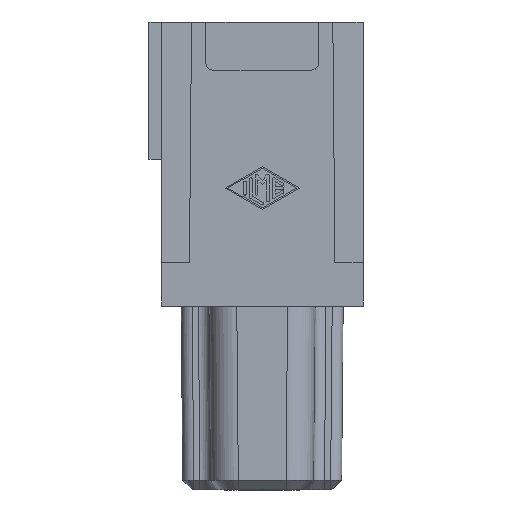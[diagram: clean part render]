
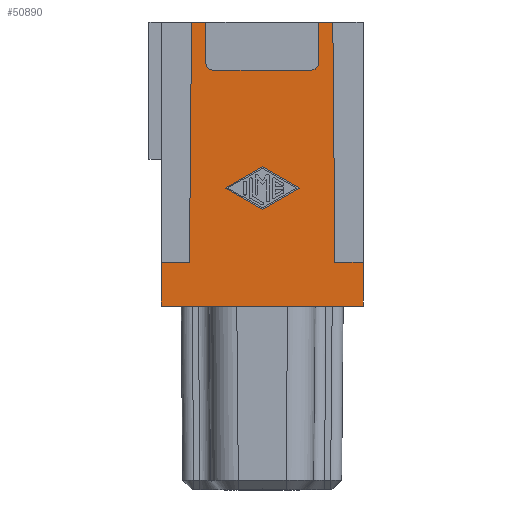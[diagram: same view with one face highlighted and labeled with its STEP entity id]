
A CAD part, front view. The second image highlights one B-rep face of the part: STEP entity #50890.
In plain terms, the highlighted face is planar.
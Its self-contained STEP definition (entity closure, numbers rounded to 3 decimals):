
#16640=CARTESIAN_POINT('',(43.55,78.257,-32.));
#16650=VERTEX_POINT('',#16640);
#16680=CARTESIAN_POINT('',(27.154,78.257,-32.));
#16690=DIRECTION('',(1.,0.,0.));
#16700=VECTOR('',#16690,1.);
#16710=LINE('',#16680,#16700);
#16720=CARTESIAN_POINT('',(44.598,78.257,-32.));
#16730=VERTEX_POINT('',#16720);
#16740=EDGE_CURVE('',#16650,#16730,#16710,.T.);
#16960=CARTESIAN_POINT('',(52.798,78.257,-32.));
#16970=VERTEX_POINT('',#16960);
#17000=CARTESIAN_POINT('',(27.154,78.257,-32.));
#17010=DIRECTION('',(1.,0.,0.));
#17020=VECTOR('',#17010,1.);
#17030=LINE('',#17000,#17020);
#17040=CARTESIAN_POINT('',(53.845,78.257,-32.));
#17050=VERTEX_POINT('',#17040);
#17060=EDGE_CURVE('',#16970,#17050,#17030,.T.);
#19900=CARTESIAN_POINT('',(54.021,58.057,-32.));
#19910=DIRECTION('',(0.009,-1.,
0.));
#19920=VECTOR('',#19910,1.);
#19930=LINE('',#19900,#19920);
#19940=CARTESIAN_POINT('',(53.998,60.757,-32.));
#19950=VERTEX_POINT('',#19940);
#19960=EDGE_CURVE('',#17050,#19950,#19930,.T.);
#26790=CARTESIAN_POINT('',(56.048,57.557,-32.));
#26800=VERTEX_POINT('',#26790);
#26830=CARTESIAN_POINT('',(27.154,57.557,-32.));
#26840=DIRECTION('',(-1.,0.,0.));
#26850=VECTOR('',#26840,1.);
#26860=LINE('',#26830,#26850);
#26870=CARTESIAN_POINT('',(41.348,57.557,-32.));
#26880=VERTEX_POINT('',#26870);
#26890=EDGE_CURVE('',#26800,#26880,#26860,.T.);
#34160=CARTESIAN_POINT('',(42.052,60.757,-32.));
#34170=DIRECTION('',(-1.,0.,0.));
#34180=VECTOR('',#34170,1.);
#34190=LINE('',#34160,#34180);
#34200=CARTESIAN_POINT('',(56.048,60.757,-32.));
#34210=VERTEX_POINT('',#34200);
#34220=EDGE_CURVE('',#34210,#19950,#34190,.T.);
#49750=CARTESIAN_POINT('',(56.553,68.465,-32.));
#49760=DIRECTION('',(0.,0.,-1.));
#49770=DIRECTION('',(-1.,0.,0.));
#49780=AXIS2_PLACEMENT_3D('',#49750,#49760,#49770);
#49790=PLANE('',#49780);
#49800=CARTESIAN_POINT('',(52.298,75.257,-32.));
#49810=DIRECTION('',(0.,0.,-1.));
#49820=DIRECTION('',(1.,0.,0.));
#49830=AXIS2_PLACEMENT_3D('',#49800,#49810,#49820);
#49840=CIRCLE('',#49830,0.5);
#49850=CARTESIAN_POINT('',(52.798,75.257,-32.));
#49860=VERTEX_POINT('',#49850);
#49870=CARTESIAN_POINT('',(52.298,74.757,-32.));
#49880=VERTEX_POINT('',#49870);
#49890=EDGE_CURVE('',#49860,#49880,#49840,.T.);
#49900=ORIENTED_EDGE('',*,*,#49890,.F.);
#49910=CARTESIAN_POINT('',(41.854,74.757,-32.));
#49920=DIRECTION('',(-1.,0.,0.));
#49930=VECTOR('',#49920,1.);
#49940=LINE('',#49910,#49930);
#49950=CARTESIAN_POINT('',(45.098,74.757,-32.));
#49960=VERTEX_POINT('',#49950);
#49970=EDGE_CURVE('',#49880,#49960,#49940,.T.);
#49980=ORIENTED_EDGE('',*,*,#49970,.F.);
#49990=CARTESIAN_POINT('',(45.098,75.257,-32.));
#50000=DIRECTION('',(0.,0.,-1.));
#50010=DIRECTION('',(1.,0.,0.));
#50020=AXIS2_PLACEMENT_3D('',#49990,#50000,#50010);
#50030=CIRCLE('',#50020,0.5);
#50040=CARTESIAN_POINT('',(44.598,75.257,-32.));
#50050=VERTEX_POINT('',#50040);
#50060=EDGE_CURVE('',#49960,#50050,#50030,.T.);
#50070=ORIENTED_EDGE('',*,*,#50060,.F.);
#50080=CARTESIAN_POINT('',(44.598,58.057,-32.));
#50090=DIRECTION('',(0.,-1.,0.));
#50100=VECTOR('',#50090,1.);
#50110=LINE('',#50080,#50100);
#50120=EDGE_CURVE('',#16730,#50050,#50110,.T.);
#50130=ORIENTED_EDGE('',*,*,#50120,.T.);
#50140=ORIENTED_EDGE('',*,*,#16740,.T.);
#50150=CARTESIAN_POINT('',(43.374,58.057,-32.));
#50160=DIRECTION('',(-0.009,-1.,
0.));
#50170=VECTOR('',#50160,1.);
#50180=LINE('',#50150,#50170);
#50190=CARTESIAN_POINT('',(43.398,60.757,-32.));
#50200=VERTEX_POINT('',#50190);
#50210=EDGE_CURVE('',#16650,#50200,#50180,.T.);
#50220=ORIENTED_EDGE('',*,*,#50210,.F.);
#50230=CARTESIAN_POINT('',(56.752,60.757,-32.));
#50240=DIRECTION('',(-1.,0.,0.));
#50250=VECTOR('',#50240,1.);
#50260=LINE('',#50230,#50250);
#50270=CARTESIAN_POINT('',(41.348,60.757,-32.));
#50280=VERTEX_POINT('',#50270);
#50290=EDGE_CURVE('',#50200,#50280,#50260,.T.);
#50300=ORIENTED_EDGE('',*,*,#50290,.F.);
#50310=CARTESIAN_POINT('',(41.348,58.057,-32.));
#50320=DIRECTION('',(-0.,-1.,0.));
#50330=VECTOR('',#50320,1.);
#50340=LINE('',#50310,#50330);
#50350=EDGE_CURVE('',#50280,#26880,#50340,.T.);
#50360=ORIENTED_EDGE('',*,*,#50350,.F.);
#50370=ORIENTED_EDGE('',*,*,#26890,.T.);
#50380=CARTESIAN_POINT('',(56.048,58.057,-32.));
#50390=DIRECTION('',(0.,1.,0.));
#50400=VECTOR('',#50390,1.);
#50410=LINE('',#50380,#50400);
#50420=EDGE_CURVE('',#26800,#34210,#50410,.T.);
#50430=ORIENTED_EDGE('',*,*,#50420,.F.);
#50440=ORIENTED_EDGE('',*,*,#34220,.F.);
#50450=ORIENTED_EDGE('',*,*,#19960,.T.);
#50460=ORIENTED_EDGE('',*,*,#17060,.T.);
#50470=CARTESIAN_POINT('',(52.798,58.057,-32.));
#50480=DIRECTION('',(0.,1.,0.));
#50490=VECTOR('',#50480,1.);
#50500=LINE('',#50470,#50490);
#50510=EDGE_CURVE('',#49860,#16970,#50500,.T.);
#50520=ORIENTED_EDGE('',*,*,#50510,.T.);
#50530=EDGE_LOOP('',(#50520,#50460,#50450,#50440,#50430,#50370,#50360,
#50300,#50220,#50140,#50130,#50070,#49980,#49900));
#50540=FACE_OUTER_BOUND('',#50530,.T.);
#50550=CARTESIAN_POINT('',(27.154,77.019,-32.));
#50560=DIRECTION('',(-0.866,0.5,
0.));
#50570=VECTOR('',#50560,1.);
#50580=LINE('',#50550,#50570);
#50590=CARTESIAN_POINT('',(48.698,64.595,-32.));
#50600=VERTEX_POINT('',#50590);
#50610=CARTESIAN_POINT('',(45.989,66.157,-32.));
#50620=VERTEX_POINT('',#50610);
#50630=EDGE_CURVE('',#50600,#50620,#50580,.T.);
#50640=ORIENTED_EDGE('',*,*,#50630,.F.);
#50650=CARTESIAN_POINT('',(27.154,55.296,-32.));
#50660=DIRECTION('',(0.866,0.5,
0.));
#50670=VECTOR('',#50660,1.);
#50680=LINE('',#50650,#50670);
#50690=CARTESIAN_POINT('',(48.698,67.719,-32.));
#50700=VERTEX_POINT('',#50690);
#50710=EDGE_CURVE('',#50620,#50700,#50680,.T.);
#50720=ORIENTED_EDGE('',*,*,#50710,.F.);
#50730=CARTESIAN_POINT('',(27.154,80.142,-32.));
#50740=DIRECTION('',(0.866,-0.5,
0.));
#50750=VECTOR('',#50740,1.);
#50760=LINE('',#50730,#50750);
#50770=CARTESIAN_POINT('',(51.406,66.157,-32.));
#50780=VERTEX_POINT('',#50770);
#50790=EDGE_CURVE('',#50700,#50780,#50760,.T.);
#50800=ORIENTED_EDGE('',*,*,#50790,.F.);
#50810=CARTESIAN_POINT('',(27.154,52.172,-32.));
#50820=DIRECTION('',(-0.866,-0.5,
0.));
#50830=VECTOR('',#50820,1.);
#50840=LINE('',#50810,#50830);
#50850=EDGE_CURVE('',#50780,#50600,#50840,.T.);
#50860=ORIENTED_EDGE('',*,*,#50850,.F.);
#50870=EDGE_LOOP('',(#50860,#50800,#50720,#50640));
#50880=FACE_BOUND('',#50870,.T.);
#50890=ADVANCED_FACE('',(#50540,#50880),#49790,.T.);
